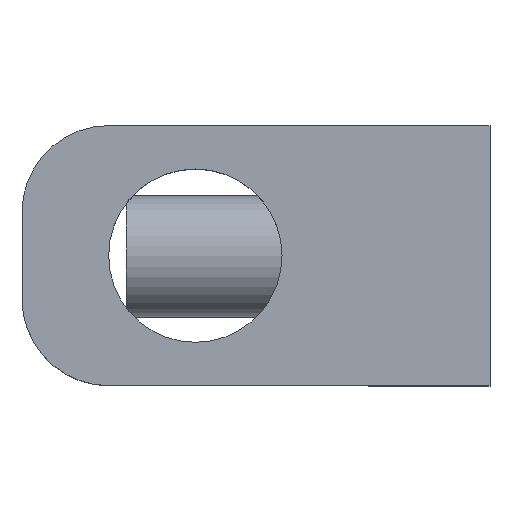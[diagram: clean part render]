
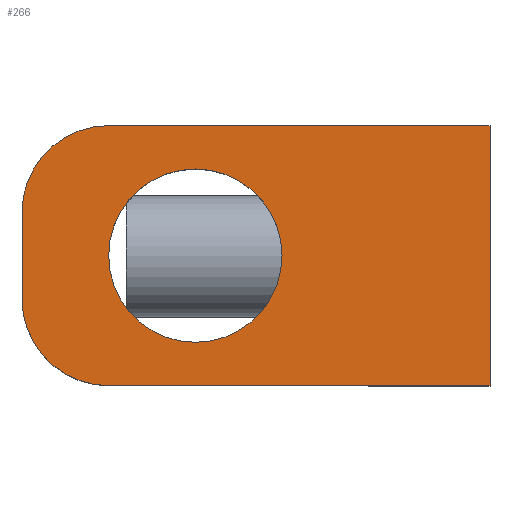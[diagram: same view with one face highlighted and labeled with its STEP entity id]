
A CAD part, top view. The second image highlights one B-rep face of the part: STEP entity #266.
In plain terms, the highlighted planar face has unit normal (0, 0, 1).
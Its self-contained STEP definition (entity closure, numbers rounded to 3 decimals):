
#16=FACE_BOUND('',#58,.T.);
#23=CIRCLE('',#289,25.);
#27=CIRCLE('',#296,25.);
#28=CIRCLE('',#298,25.);
#42=FACE_OUTER_BOUND('',#57,.T.);
#57=EDGE_LOOP('',(#226,#227,#228,#229,#230,#231));
#58=EDGE_LOOP('',(#232));
#66=LINE('',#397,#92);
#76=LINE('',#425,#102);
#85=LINE('',#454,#111);
#86=LINE('',#455,#112);
#92=VECTOR('',#318,10.);
#102=VECTOR('',#342,10.);
#111=VECTOR('',#377,10.);
#112=VECTOR('',#378,10.);
#117=VERTEX_POINT('',#394);
#118=VERTEX_POINT('',#396);
#124=VERTEX_POINT('',#412);
#125=VERTEX_POINT('',#413);
#129=VERTEX_POINT('',#423);
#134=VERTEX_POINT('',#437);
#135=VERTEX_POINT('',#441);
#142=EDGE_CURVE('',#118,#117,#66,.T.);
#150=EDGE_CURVE('',#124,#125,#23,.T.);
#156=EDGE_CURVE('',#129,#124,#76,.T.);
#163=EDGE_CURVE('',#134,#129,#27,.T.);
#164=EDGE_CURVE('',#135,#135,#28,.T.);
#171=EDGE_CURVE('',#118,#134,#85,.T.);
#172=EDGE_CURVE('',#125,#117,#86,.T.);
#226=ORIENTED_EDGE('',*,*,#150,.F.);
#227=ORIENTED_EDGE('',*,*,#156,.F.);
#228=ORIENTED_EDGE('',*,*,#163,.F.);
#229=ORIENTED_EDGE('',*,*,#171,.F.);
#230=ORIENTED_EDGE('',*,*,#142,.T.);
#231=ORIENTED_EDGE('',*,*,#172,.F.);
#232=ORIENTED_EDGE('',*,*,#164,.T.);
#252=PLANE('',#304);
#266=ADVANCED_FACE('',(#42,#16),#252,.T.);
#289=AXIS2_PLACEMENT_3D('',#414,#332,#333);
#296=AXIS2_PLACEMENT_3D('',#439,#355,#356);
#298=AXIS2_PLACEMENT_3D('',#442,#359,#360);
#304=AXIS2_PLACEMENT_3D('',#453,#375,#376);
#318=DIRECTION('',(0.,1.,0.));
#332=DIRECTION('center_axis',(0.,0.,-1.));
#333=DIRECTION('ref_axis',(-0.707,0.707,0.));
#342=DIRECTION('',(0.,1.,0.));
#355=DIRECTION('center_axis',(0.,0.,-1.));
#356=DIRECTION('ref_axis',(-0.707,-0.707,0.));
#359=DIRECTION('center_axis',(0.,0.,-1.));
#360=DIRECTION('ref_axis',(1.,0.,0.));
#375=DIRECTION('center_axis',(0.,0.,1.));
#376=DIRECTION('ref_axis',(1.,0.,0.));
#377=DIRECTION('',(-1.,0.,0.));
#378=DIRECTION('',(1.,0.,0.));
#394=CARTESIAN_POINT('',(135.,75.,35.));
#396=CARTESIAN_POINT('',(135.,0.,35.));
#397=CARTESIAN_POINT('',(135.,0.,35.));
#412=CARTESIAN_POINT('',(0.,50.,35.));
#413=CARTESIAN_POINT('',(25.,75.,35.));
#414=CARTESIAN_POINT('Origin',(25.,50.,35.));
#423=CARTESIAN_POINT('',(0.,25.,35.));
#425=CARTESIAN_POINT('',(0.,0.,35.));
#437=CARTESIAN_POINT('',(25.,0.,35.));
#439=CARTESIAN_POINT('Origin',(25.,25.,35.));
#441=CARTESIAN_POINT('',(25.,37.5,35.));
#442=CARTESIAN_POINT('Origin',(50.,37.5,35.));
#453=CARTESIAN_POINT('Origin',(0.,0.,35.));
#454=CARTESIAN_POINT('',(100.,0.,35.));
#455=CARTESIAN_POINT('',(100.,75.,35.));
